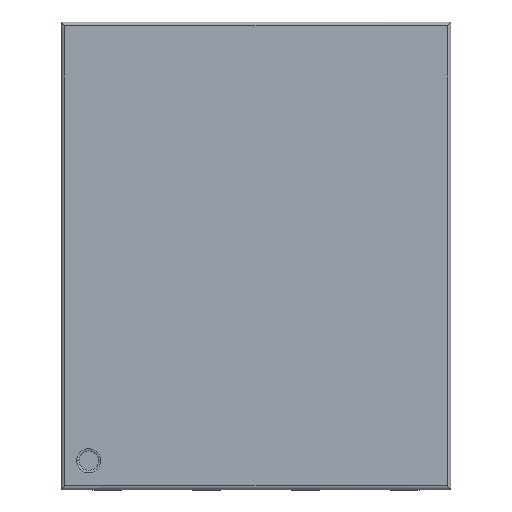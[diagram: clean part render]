
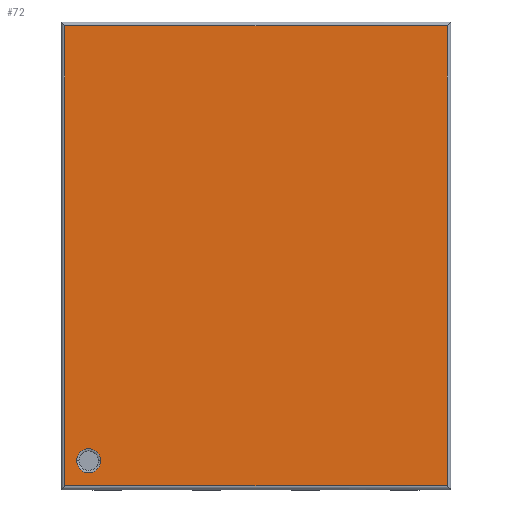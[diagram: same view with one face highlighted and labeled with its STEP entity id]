
A CAD part, top view. The second image highlights one B-rep face of the part: STEP entity #72.
In plain terms, the highlighted planar face has unit normal (0, 0, 1).
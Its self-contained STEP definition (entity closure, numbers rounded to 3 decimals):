
#32 = EDGE_CURVE('',#33,#35,#37,.T.);
#33 = VERTEX_POINT('',#34);
#34 = CARTESIAN_POINT('',(-1.992,-2.627,1.));
#35 = VERTEX_POINT('',#36);
#36 = CARTESIAN_POINT('',(-2.302,-2.627,1.));
#37 = CIRCLE('',#38,0.155);
#38 = AXIS2_PLACEMENT_3D('',#39,#40,#41);
#39 = CARTESIAN_POINT('',(-2.147,-2.627,1.));
#40 = DIRECTION('',(0.,0.,-1.));
#41 = DIRECTION('',(-1.,0.,0.));
#72 = ADVANCED_FACE('',(#73,#107),#117,.T.);
#73 = FACE_BOUND('',#74,.T.);
#74 = EDGE_LOOP('',(#75,#85,#93,#101));
#75 = ORIENTED_EDGE('',*,*,#76,.T.);
#76 = EDGE_CURVE('',#77,#79,#81,.T.);
#77 = VERTEX_POINT('',#78);
#78 = CARTESIAN_POINT('',(-2.45,2.95,1.));
#79 = VERTEX_POINT('',#80);
#80 = CARTESIAN_POINT('',(-2.45,-2.95,1.));
#81 = LINE('',#82,#83);
#82 = CARTESIAN_POINT('',(-2.45,-3.,1.));
#83 = VECTOR('',#84,1.);
#84 = DIRECTION('',(0.,-1.,0.));
#85 = ORIENTED_EDGE('',*,*,#86,.T.);
#86 = EDGE_CURVE('',#79,#87,#89,.T.);
#87 = VERTEX_POINT('',#88);
#88 = CARTESIAN_POINT('',(2.45,-2.95,1.));
#89 = LINE('',#90,#91);
#90 = CARTESIAN_POINT('',(2.5,-2.95,1.));
#91 = VECTOR('',#92,1.);
#92 = DIRECTION('',(1.,0.,0.));
#93 = ORIENTED_EDGE('',*,*,#94,.T.);
#94 = EDGE_CURVE('',#87,#95,#97,.T.);
#95 = VERTEX_POINT('',#96);
#96 = CARTESIAN_POINT('',(2.45,2.95,1.));
#97 = LINE('',#98,#99);
#98 = CARTESIAN_POINT('',(2.45,3.,1.));
#99 = VECTOR('',#100,1.);
#100 = DIRECTION('',(0.,1.,0.));
#101 = ORIENTED_EDGE('',*,*,#102,.T.);
#102 = EDGE_CURVE('',#95,#77,#103,.T.);
#103 = LINE('',#104,#105);
#104 = CARTESIAN_POINT('',(-2.5,2.95,1.));
#105 = VECTOR('',#106,1.);
#106 = DIRECTION('',(-1.,0.,0.));
#107 = FACE_BOUND('',#108,.T.);
#108 = EDGE_LOOP('',(#109,#116));
#109 = ORIENTED_EDGE('',*,*,#110,.T.);
#110 = EDGE_CURVE('',#35,#33,#111,.T.);
#111 = CIRCLE('',#112,0.155);
#112 = AXIS2_PLACEMENT_3D('',#113,#114,#115);
#113 = CARTESIAN_POINT('',(-2.147,-2.627,1.));
#114 = DIRECTION('',(0.,0.,-1.));
#115 = DIRECTION('',(-1.,0.,0.));
#116 = ORIENTED_EDGE('',*,*,#32,.T.);
#117 = PLANE('',#118);
#118 = AXIS2_PLACEMENT_3D('',#119,#120,#121);
#119 = CARTESIAN_POINT('',(0.,0.,1.));
#120 = DIRECTION('',(0.,0.,1.));
#121 = DIRECTION('',(-1.,0.,0.));
